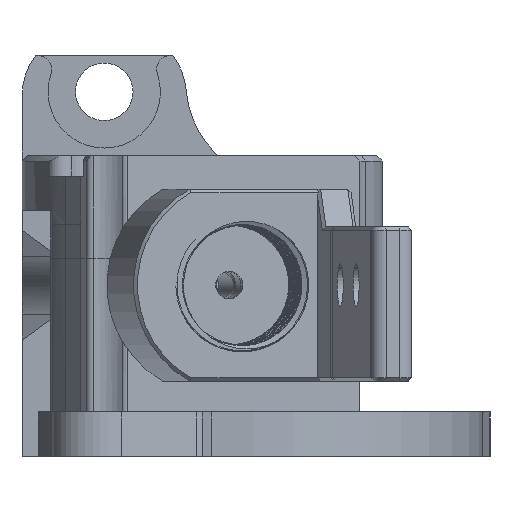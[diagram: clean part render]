
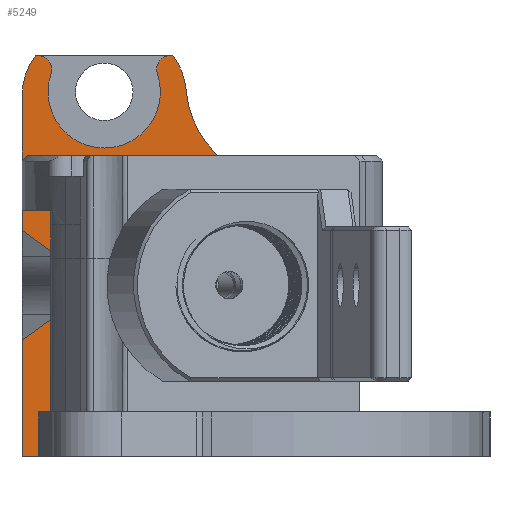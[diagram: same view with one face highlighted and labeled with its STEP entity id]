
A CAD part, left-side view. The second image highlights one B-rep face of the part: STEP entity #5249.
In plain terms, the highlighted planar face has unit normal (-1, 0, 0).
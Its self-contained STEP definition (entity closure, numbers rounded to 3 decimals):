
#65=ELLIPSE('',#5644,3.175,2.75);
#66=ELLIPSE('',#5645,3.175,2.75);
#89=FACE_BOUND('',#620,.T.);
#155=PLANE('',#5640);
#310=FACE_OUTER_BOUND('',#619,.T.);
#619=EDGE_LOOP('',(#3783,#3784,#3785,#3786,#3787,#3788,#3789,#3790,#3791,
#3792,#3793,#3794,#3795,#3796,#3797,#3798,#3799,#3800,#3801,#3802,#3803,
#3804,#3805));
#620=EDGE_LOOP('',(#3806));
#977=CIRCLE('',#5629,1.);
#979=CIRCLE('',#5633,1.);
#981=CIRCLE('',#5636,4.1);
#984=CIRCLE('',#5641,7.15);
#985=CIRCLE('',#5642,5.);
#986=CIRCLE('',#5643,5.);
#987=CIRCLE('',#5646,1.5);
#1219=LINE('',#7916,#1667);
#1253=LINE('',#8040,#1701);
#1258=LINE('',#8056,#1706);
#1267=LINE('',#8078,#1715);
#1270=LINE('',#8082,#1718);
#1272=LINE('',#8103,#1720);
#1273=LINE('',#8105,#1721);
#1274=LINE('',#8109,#1722);
#1275=LINE('',#8113,#1723);
#1276=LINE('',#8114,#1724);
#1277=LINE('',#8115,#1725);
#1278=LINE('',#8117,#1726);
#1279=LINE('',#8119,#1727);
#1280=LINE('',#8121,#1728);
#1281=LINE('',#8122,#1729);
#1667=VECTOR('',#6278,10.);
#1701=VECTOR('',#6396,10.);
#1706=VECTOR('',#6411,10.);
#1715=VECTOR('',#6432,10.);
#1718=VECTOR('',#6435,10.);
#1720=VECTOR('',#6461,10.);
#1721=VECTOR('',#6462,10.);
#1722=VECTOR('',#6465,10.);
#1723=VECTOR('',#6468,10.);
#1724=VECTOR('',#6469,10.);
#1725=VECTOR('',#6470,10.);
#1726=VECTOR('',#6471,10.);
#1727=VECTOR('',#6472,10.);
#1728=VECTOR('',#6473,10.);
#1729=VECTOR('',#6474,10.);
#2223=VERTEX_POINT('',#7913);
#2224=VERTEX_POINT('',#7915);
#2271=VERTEX_POINT('',#8037);
#2272=VERTEX_POINT('',#8039);
#2278=VERTEX_POINT('',#8054);
#2279=VERTEX_POINT('',#8064);
#2280=VERTEX_POINT('',#8065);
#2284=VERTEX_POINT('',#8075);
#2285=VERTEX_POINT('',#8077);
#2286=VERTEX_POINT('',#8080);
#2287=VERTEX_POINT('',#8084);
#2290=VERTEX_POINT('',#8096);
#2291=VERTEX_POINT('',#8097);
#2292=VERTEX_POINT('',#8100);
#2293=VERTEX_POINT('',#8102);
#2294=VERTEX_POINT('',#8104);
#2295=VERTEX_POINT('',#8106);
#2296=VERTEX_POINT('',#8108);
#2297=VERTEX_POINT('',#8110);
#2298=VERTEX_POINT('',#8112);
#2299=VERTEX_POINT('',#8116);
#2300=VERTEX_POINT('',#8118);
#2301=VERTEX_POINT('',#8120);
#2302=VERTEX_POINT('',#8123);
#2770=EDGE_CURVE('',#2224,#2223,#1219,.T.);
#2833=EDGE_CURVE('',#2271,#2272,#1253,.T.);
#2842=EDGE_CURVE('',#2223,#2278,#1258,.T.);
#2847=EDGE_CURVE('',#2279,#2280,#977,.T.);
#2853=EDGE_CURVE('',#2285,#2284,#1267,.T.);
#2856=EDGE_CURVE('',#2279,#2286,#1270,.T.);
#2857=EDGE_CURVE('',#2287,#2284,#979,.T.);
#2860=EDGE_CURVE('',#2287,#2280,#981,.T.);
#2863=EDGE_CURVE('',#2290,#2291,#984,.T.);
#2864=EDGE_CURVE('',#2285,#2290,#985,.T.);
#2865=EDGE_CURVE('',#2292,#2286,#986,.T.);
#2866=EDGE_CURVE('',#2293,#2292,#1272,.T.);
#2867=EDGE_CURVE('',#2293,#2294,#1273,.T.);
#2868=EDGE_CURVE('',#2295,#2294,#65,.T.);
#2869=EDGE_CURVE('',#2295,#2296,#1274,.T.);
#2870=EDGE_CURVE('',#2297,#2296,#66,.T.);
#2871=EDGE_CURVE('',#2297,#2298,#1275,.T.);
#2872=EDGE_CURVE('',#2272,#2298,#1276,.T.);
#2873=EDGE_CURVE('',#2271,#2224,#1277,.T.);
#2874=EDGE_CURVE('',#2299,#2278,#1278,.T.);
#2875=EDGE_CURVE('',#2299,#2300,#1279,.T.);
#2876=EDGE_CURVE('',#2300,#2301,#1280,.T.);
#2877=EDGE_CURVE('',#2291,#2301,#1281,.T.);
#2878=EDGE_CURVE('',#2302,#2302,#987,.T.);
#3783=ORIENTED_EDGE('',*,*,#2863,.F.);
#3784=ORIENTED_EDGE('',*,*,#2864,.F.);
#3785=ORIENTED_EDGE('',*,*,#2853,.T.);
#3786=ORIENTED_EDGE('',*,*,#2857,.F.);
#3787=ORIENTED_EDGE('',*,*,#2860,.T.);
#3788=ORIENTED_EDGE('',*,*,#2847,.F.);
#3789=ORIENTED_EDGE('',*,*,#2856,.T.);
#3790=ORIENTED_EDGE('',*,*,#2865,.F.);
#3791=ORIENTED_EDGE('',*,*,#2866,.F.);
#3792=ORIENTED_EDGE('',*,*,#2867,.T.);
#3793=ORIENTED_EDGE('',*,*,#2868,.F.);
#3794=ORIENTED_EDGE('',*,*,#2869,.T.);
#3795=ORIENTED_EDGE('',*,*,#2870,.F.);
#3796=ORIENTED_EDGE('',*,*,#2871,.T.);
#3797=ORIENTED_EDGE('',*,*,#2872,.F.);
#3798=ORIENTED_EDGE('',*,*,#2833,.F.);
#3799=ORIENTED_EDGE('',*,*,#2873,.T.);
#3800=ORIENTED_EDGE('',*,*,#2770,.T.);
#3801=ORIENTED_EDGE('',*,*,#2842,.T.);
#3802=ORIENTED_EDGE('',*,*,#2874,.F.);
#3803=ORIENTED_EDGE('',*,*,#2875,.T.);
#3804=ORIENTED_EDGE('',*,*,#2876,.T.);
#3805=ORIENTED_EDGE('',*,*,#2877,.F.);
#3806=ORIENTED_EDGE('',*,*,#2878,.T.);
#5249=ADVANCED_FACE('',(#310,#89),#155,.F.);
#5629=AXIS2_PLACEMENT_3D('',#8066,#6422,#6423);
#5633=AXIS2_PLACEMENT_3D('',#8085,#6438,#6439);
#5636=AXIS2_PLACEMENT_3D('',#8090,#6445,#6446);
#5640=AXIS2_PLACEMENT_3D('',#8095,#6453,#6454);
#5641=AXIS2_PLACEMENT_3D('',#8098,#6455,#6456);
#5642=AXIS2_PLACEMENT_3D('',#8099,#6457,#6458);
#5643=AXIS2_PLACEMENT_3D('',#8101,#6459,#6460);
#5644=AXIS2_PLACEMENT_3D('',#8107,#6463,#6464);
#5645=AXIS2_PLACEMENT_3D('',#8111,#6466,#6467);
#5646=AXIS2_PLACEMENT_3D('',#8124,#6475,#6476);
#6278=DIRECTION('',(0.,-1.,0.));
#6396=DIRECTION('',(0.,1.,0.));
#6411=DIRECTION('',(0.,0.,1.));
#6422=DIRECTION('center_axis',(1.,0.,0.));
#6423=DIRECTION('ref_axis',(0.,-0.813,0.582));
#6432=DIRECTION('',(0.,1.,0.));
#6435=DIRECTION('',(0.,1.,0.));
#6438=DIRECTION('center_axis',(1.,0.,0.));
#6439=DIRECTION('ref_axis',(0.,0.813,0.582));
#6445=DIRECTION('center_axis',(1.,0.,0.));
#6446=DIRECTION('ref_axis',(0.,-1.,0.));
#6453=DIRECTION('center_axis',(1.,0.,0.));
#6454=DIRECTION('ref_axis',(0.,1.,0.));
#6455=DIRECTION('center_axis',(-1.,0.,0.));
#6456=DIRECTION('ref_axis',(0.,-0.707,0.707));
#6457=DIRECTION('center_axis',(1.,0.,0.));
#6458=DIRECTION('ref_axis',(0.,-0.707,0.707));
#6459=DIRECTION('center_axis',(1.,0.,0.));
#6460=DIRECTION('ref_axis',(0.,0.707,0.707));
#6461=DIRECTION('',(0.,0.,1.));
#6462=DIRECTION('',(0.,-0.809,-0.588));
#6463=DIRECTION('center_axis',(-1.,0.,0.));
#6464=DIRECTION('ref_axis',(0.,-1.,0.));
#6465=DIRECTION('',(0.,0.,-1.));
#6466=DIRECTION('center_axis',(-1.,0.,0.));
#6467=DIRECTION('ref_axis',(0.,-1.,0.));
#6468=DIRECTION('',(0.,0.809,-0.588));
#6469=DIRECTION('',(0.,0.,1.));
#6470=DIRECTION('',(0.,0.,1.));
#6471=DIRECTION('',(0.,-1.,0.));
#6472=DIRECTION('',(0.,0.,1.));
#6473=DIRECTION('',(0.,1.,0.));
#6474=DIRECTION('',(0.,-0.707,-0.707));
#6475=DIRECTION('center_axis',(1.,0.,0.));
#6476=DIRECTION('ref_axis',(0.,-1.,0.));
#7913=CARTESIAN_POINT('',(73.325,-2.966,35.39));
#7915=CARTESIAN_POINT('',(73.325,8.921,35.39));
#7916=CARTESIAN_POINT('',(73.325,-7.271,35.39));
#8037=CARTESIAN_POINT('',(73.325,8.921,20.94));
#8039=CARTESIAN_POINT('',(73.325,20.331,20.94));
#8040=CARTESIAN_POINT('',(73.325,8.051,20.94));
#8054=CARTESIAN_POINT('',(73.325,-2.966,36.183));
#8056=CARTESIAN_POINT('',(73.325,-2.966,33.54));
#8064=CARTESIAN_POINT('',(73.325,19.157,50.19));
#8065=CARTESIAN_POINT('',(73.325,18.211,48.866));
#8066=CARTESIAN_POINT('Origin',(73.325,19.157,49.19));
#8075=CARTESIAN_POINT('',(73.325,9.506,50.19));
#8077=CARTESIAN_POINT('',(73.325,9.331,50.19));
#8078=CARTESIAN_POINT('',(73.325,1.012,50.19));
#8080=CARTESIAN_POINT('',(73.325,19.331,50.19));
#8082=CARTESIAN_POINT('',(73.325,1.012,50.19));
#8084=CARTESIAN_POINT('',(73.325,10.452,48.866));
#8085=CARTESIAN_POINT('Origin',(73.325,9.506,49.19));
#8090=CARTESIAN_POINT('Origin',(73.325,14.331,47.54));
#8095=CARTESIAN_POINT('Origin',(73.325,-17.307,24.19));
#8096=CARTESIAN_POINT('',(73.325,8.348,47.601));
#8097=CARTESIAN_POINT('',(73.325,6.278,43.133));
#8098=CARTESIAN_POINT('Origin',(73.325,1.222,48.188));
#8099=CARTESIAN_POINT('Origin',(73.325,13.331,47.19));
#8100=CARTESIAN_POINT('',(73.325,20.331,47.19));
#8101=CARTESIAN_POINT('Origin',(73.325,15.331,47.19));
#8102=CARTESIAN_POINT('',(73.325,20.331,37.424));
#8103=CARTESIAN_POINT('',(73.325,20.331,44.69));
#8104=CARTESIAN_POINT('',(73.325,17.755,35.551));
#8105=CARTESIAN_POINT('',(73.325,4.372,25.827));
#8106=CARTESIAN_POINT('',(73.325,16.62,33.445));
#8107=CARTESIAN_POINT('Origin',(73.325,19.796,33.445));
#8108=CARTESIAN_POINT('',(73.325,16.62,33.409));
#8109=CARTESIAN_POINT('',(73.325,16.62,28.158));
#8110=CARTESIAN_POINT('',(73.325,17.755,31.303));
#8111=CARTESIAN_POINT('Origin',(73.325,19.796,33.409));
#8112=CARTESIAN_POINT('',(73.325,20.331,29.43));
#8113=CARTESIAN_POINT('',(73.325,11.18,36.081));
#8114=CARTESIAN_POINT('',(73.325,20.331,44.69));
#8115=CARTESIAN_POINT('',(73.325,8.921,24.19));
#8116=CARTESIAN_POINT('',(73.325,6.034,36.183));
#8117=CARTESIAN_POINT('',(73.325,-10.136,36.183));
#8118=CARTESIAN_POINT('',(73.325,6.034,42.89));
#8119=CARTESIAN_POINT('',(73.325,6.034,30.709));
#8120=CARTESIAN_POINT('',(73.325,6.035,42.89));
#8121=CARTESIAN_POINT('',(73.325,-8.919,42.89));
#8122=CARTESIAN_POINT('',(73.325,-3.901,32.953));
#8123=CARTESIAN_POINT('',(73.325,13.331,33.44));
#8124=CARTESIAN_POINT('Origin',(73.325,11.831,33.44));
